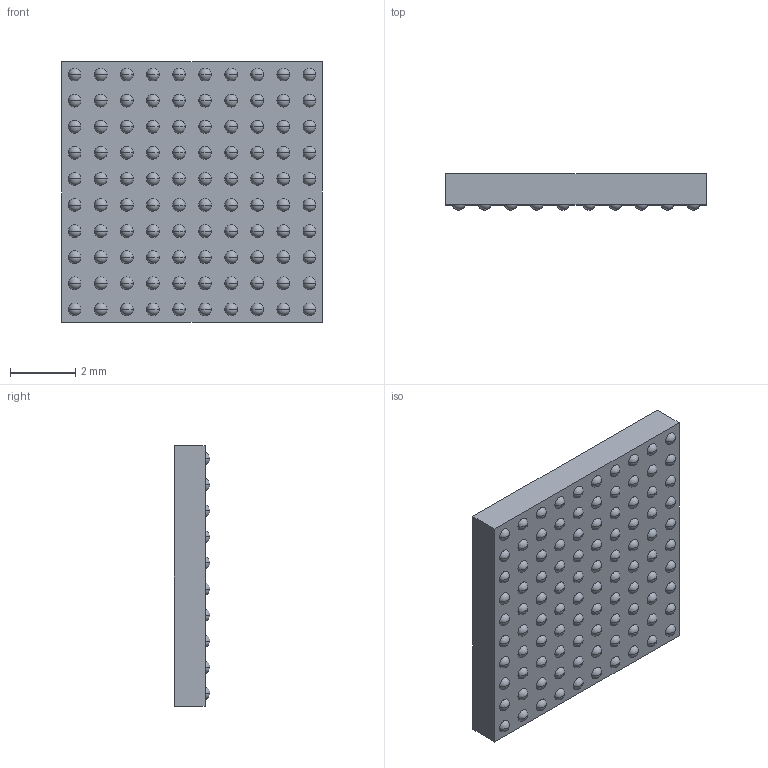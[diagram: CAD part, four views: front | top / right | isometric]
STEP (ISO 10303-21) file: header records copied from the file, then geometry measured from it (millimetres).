
FILE_DESCRIPTION (( 'STEP AP214' ), '1' );
FILE_NAME ('STM32G474VEH6.STEP', '2020-03-27T12:00:32', ( '' ), ( '' ), 'SwSTEP 2.0', 'SolidWorks 2018', '' );
FILE_SCHEMA (( 'AUTOMOTIVE_DESIGN' ));
Length unit declared in the file: millimetre
Products named in the file (1): STM32G474VEH6
Bounding box: 8 x 1.1 x 8 mm (x, y, z)
Volume: 61.9 mm3; surface area: 189 mm2
Topology: 101 solids, 101 shells, 306 faces, 412 edges, 308 vertices
Faces by surface type: sphere 200, plane 106
Entity records: 7690 total; most frequent: DIRECTION 1426, CARTESIAN_POINT 1027, ORIENTED_EDGE 824, AXIS2_PLACEMENT_3D 707, EDGE_CURVE 412, CIRCLE 400, VERTEX_POINT 308, FACE_OUTER_BOUND 306
